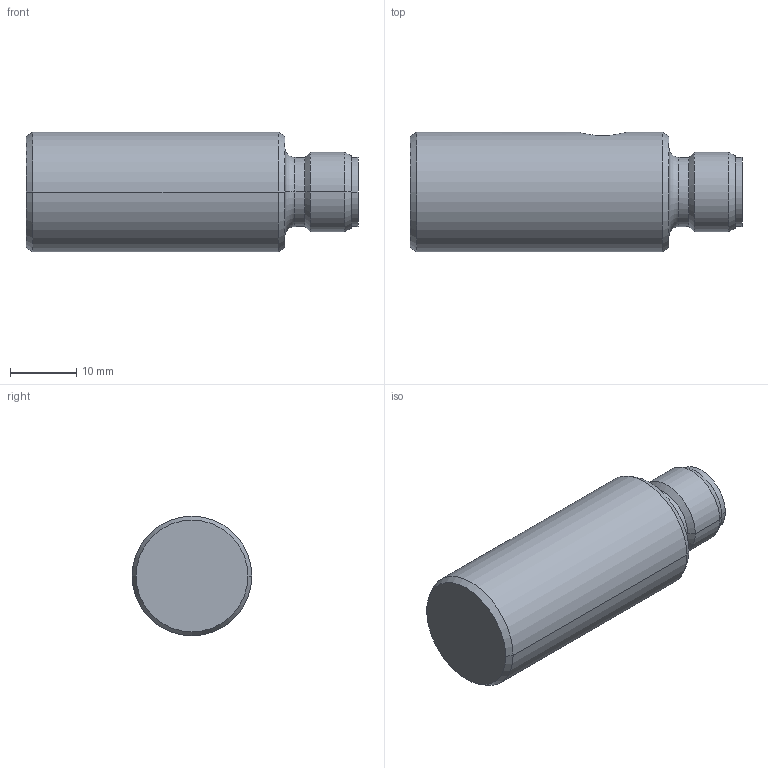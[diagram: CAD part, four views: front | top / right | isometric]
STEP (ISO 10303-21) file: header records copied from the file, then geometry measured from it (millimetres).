
FILE_DESCRIPTION((''),'2;1');
FILE_NAME('DM_CAD-2674','2017-06-21T',('creinig-se'),(''),'PRO/ENGINEER BY PARAMETRIC TECHNOLOGY CORPORATION, 2015440','PRO/ENGINEER BY PARAMETRIC TECHNOLOGY CORPORATION, 2015440','');
FILE_SCHEMA(('CONFIG_CONTROL_DESIGN'));
Length unit declared in the file: millimetre
Products named in the file (1): DM_CAD-2674
Bounding box: 50 x 18 x 18 mm (x, y, z)
Volume: 10467.7 mm3; surface area: 3448.7 mm2
Topology: 1 solids, 1 shells, 52 faces, 179 edges, 136 vertices
Faces by surface type: cylinder 22, cone 10, plane 10, sphere 8, torus 2
Entity records: 2906 total; most frequent: CARTESIAN_POINT 362, DIRECTION 361, ORIENTED_EDGE 232, PRESENTATION_STYLE_ASSIGNMENT 212, STYLED_ITEM 185, CURVE_STYLE 178, AXIS2_PLACEMENT_3D 141, EDGE_CURVE 116
